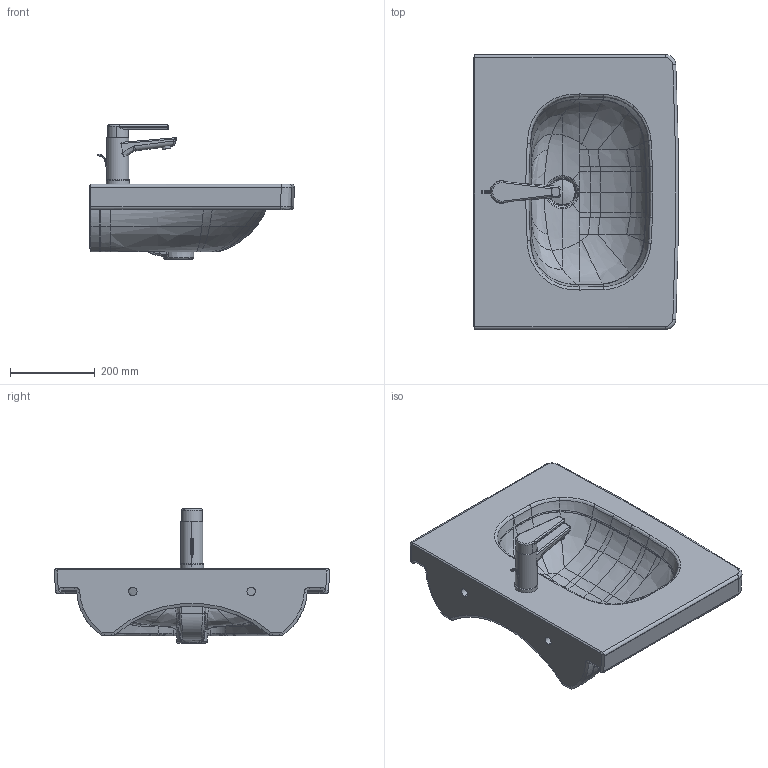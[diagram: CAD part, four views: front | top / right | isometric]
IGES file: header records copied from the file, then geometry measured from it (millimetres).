
Global section: file name: No Iges File Name specified; native system: Autodesk Inventor 2011; preprocessor: AutoDesk Inventor Iges Exporter R2011; author: Administrator; date: 20121014.142032; units: millimetre
Bounding box: 484.24 x 650 x 317 mm (x, y, z)
Volume: 18768060.8 mm3; surface area: 1125130.9 mm2
Topology: 8 solids, 8 shells, 637 faces, 1473 edges, 838 vertices
Faces by surface type: bspline 418, cylinder 70, plane 69, revolution 40, torus 22, cone 10, sphere 8
